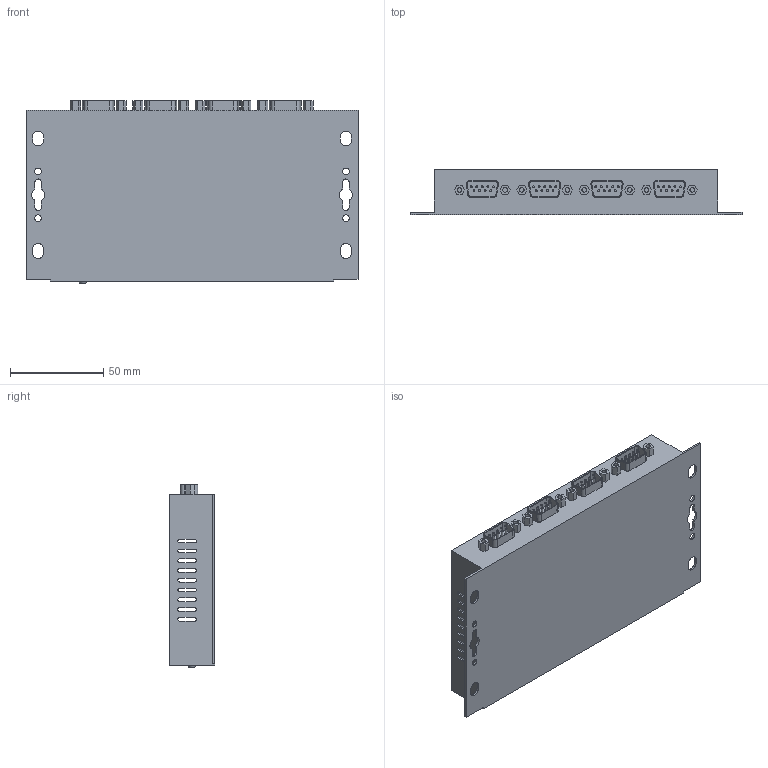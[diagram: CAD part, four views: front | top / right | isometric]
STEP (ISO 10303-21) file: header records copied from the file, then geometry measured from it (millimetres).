
FILE_DESCRIPTION(/* description */ (''),/* implementation_level */ '2;1');
FILE_NAME(/* name */ 'CM-41042.stp',/* time_stamp */ '2017-02-03T12:11:35-05:00',/* author */ ('Kieran'),/* organization */ (''),/* preprocessor_version */ 'ST-DEVELOPER v15.6',/* originating_system */ 'Autodesk Inventor 2015',/* authorisation */ '');
FILE_SCHEMA (('AUTOMOTIVE_DESIGN { 1 0 10303 214 3 1 1 }'));
Length unit declared in the file: millimetre
Products named in the file (1): CM-41042
Bounding box: 178.4 x 24.25 x 98 mm (x, y, z)
Volume: 42753.3 mm3; surface area: 86619.5 mm2
Topology: 1 solids, 1 shells, 406 faces, 975 edges, 649 vertices
Faces by surface type: plane 264, cylinder 141, torus 1
Full cylindrical faces by diameter (mm): 1 x36, 1.15 x1, 2 x1, 2.2 x2, 2.45 x8, 3.55 x4, 4 x1, 4.2 x2, 6.25 x1, 8.25 x1
Entity records: 11660 total; most frequent: DIRECTION 2014, CARTESIAN_POINT 1973, ORIENTED_EDGE 1834, EDGE_CURVE 917, AXIS2_PLACEMENT_3D 690, VERTEX_POINT 649, LINE 634, VECTOR 634
